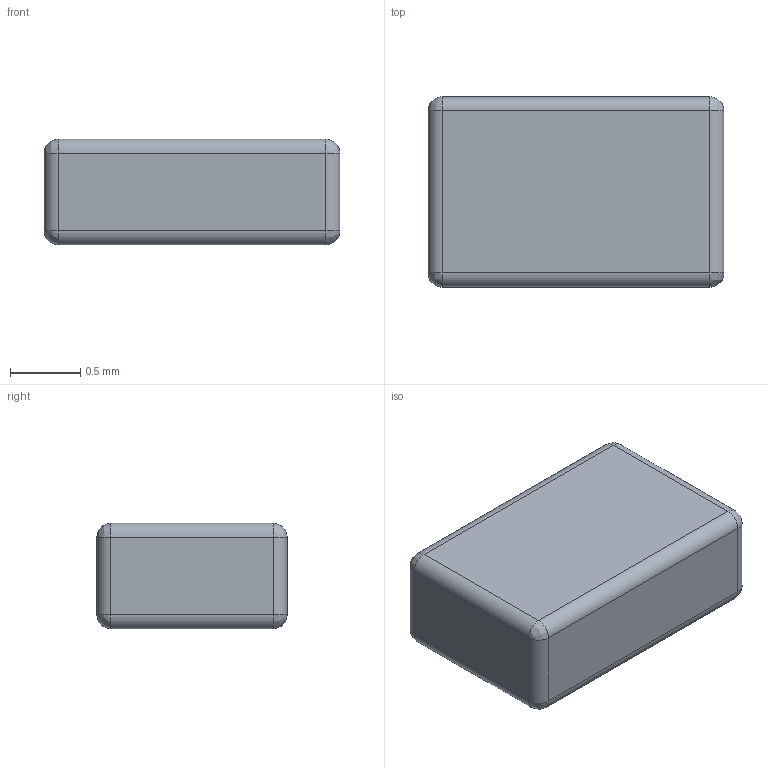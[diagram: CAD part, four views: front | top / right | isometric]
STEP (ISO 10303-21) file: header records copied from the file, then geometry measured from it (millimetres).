
FILE_DESCRIPTION (( 'STEP AP214' ), '1' );
FILE_NAME ('CAPC-0805-T0.75-BN.step', '2019-10-07T21:56:17', ( '' ), ( '' ), 'SwSTEP 2.0', 'SolidWorks 2017', '' );
FILE_SCHEMA (( 'AUTOMOTIVE_DESIGN' ));
Length unit declared in the file: millimetre
Products named in the file (1): CAPC-0805-T0.75-BN
Bounding box: 2.1 x 1.35 x 0.75 mm (x, y, z)
Volume: 2.1 mm3; surface area: 10.1 mm2
Topology: 1 solids, 1 shells, 26 faces, 56 edges, 24 vertices
Faces by surface type: cylinder 12, bspline 8, plane 6
Entity records: 1032 total; most frequent: CARTESIAN_POINT 219, DIRECTION 110, ORIENTED_EDGE 96, EDGE_CURVE 48, AXIS2_PLACEMENT_3D 43, UNCERTAINTY_MEASURE_WITH_UNIT 29, PRESENTATION_STYLE_ASSIGNMENT 28, FILL_AREA_STYLE_COLOUR 28
